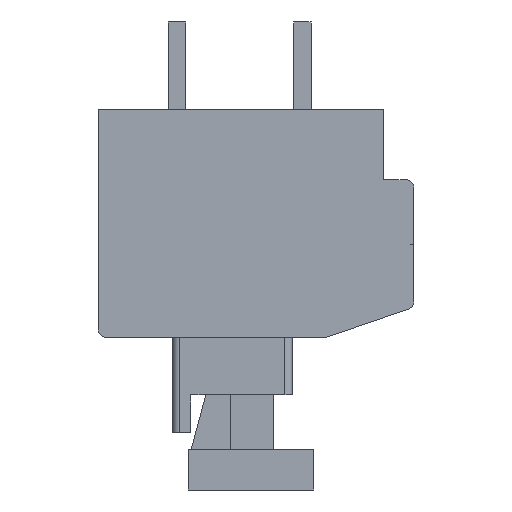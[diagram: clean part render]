
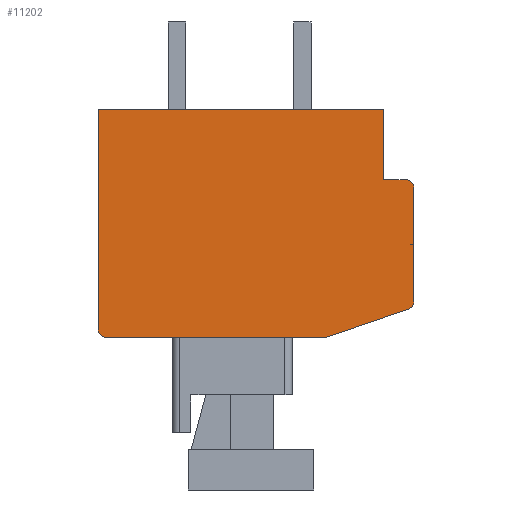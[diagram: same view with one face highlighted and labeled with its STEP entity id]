
A CAD part, front view. The second image highlights one B-rep face of the part: STEP entity #11202.
In plain terms, the highlighted planar face has unit normal (0, -1, 0).
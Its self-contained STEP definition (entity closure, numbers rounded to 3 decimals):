
#1=CARTESIAN_POINT('',(6.,-79.08,-3.136));
#2=DIRECTION('',(0.,-1.,0.));
#3=DIRECTION('',(0.324,0.,-0.946));
#4=AXIS2_PLACEMENT_3D('',#1,#2,#3);
#6=DIRECTION('',(-0.946,0.,-0.324));
#7=VECTOR('',#6,3.486);
#8=CARTESIAN_POINT('',(6.097,-79.08,-3.419));
#9=LINE('',#8,#7);
#10=DIRECTION('',(-1.,0.,0.));
#11=VECTOR('',#10,8.8);
#12=CARTESIAN_POINT('',(2.8,-79.08,-4.55));
#13=LINE('',#12,#11);
#14=CARTESIAN_POINT('',(-6.,-79.08,-4.25));
#15=DIRECTION('',(0.,-1.,0.));
#16=DIRECTION('',(-1.,0.,0.));
#17=AXIS2_PLACEMENT_3D('',#14,#15,#16);
#19=DIRECTION('',(0.,0.,1.));
#20=VECTOR('',#19,8.8);
#21=CARTESIAN_POINT('',(-6.3,-79.08,-4.25));
#22=LINE('',#21,#20);
#23=DIRECTION('',(1.,0.,0.));
#24=VECTOR('',#23,11.4);
#25=CARTESIAN_POINT('',(-6.3,-79.08,4.55));
#26=LINE('',#25,#24);
#27=DIRECTION('',(0.,0.,-1.));
#28=VECTOR('',#27,2.8);
#29=CARTESIAN_POINT('',(5.1,-79.08,4.55));
#30=LINE('',#29,#28);
#31=DIRECTION('',(1.,0.,0.));
#32=VECTOR('',#31,0.9);
#33=CARTESIAN_POINT('',(5.1,-79.08,1.75));
#34=LINE('',#33,#32);
#35=CARTESIAN_POINT('',(6.,-79.08,1.45));
#36=DIRECTION('',(0.,-1.,0.));
#37=DIRECTION('',(1.,0.,0.));
#38=AXIS2_PLACEMENT_3D('',#35,#36,#37);
#40=DIRECTION('',(0.,0.,-1.));
#41=VECTOR('',#40,4.586);
#42=CARTESIAN_POINT('',(6.3,-79.08,1.45));
#43=LINE('',#42,#41);
#8543=CARTESIAN_POINT('',(-6.3,-79.08,4.55));
#8544=CARTESIAN_POINT('',(5.1,-79.08,4.55));
#8545=VERTEX_POINT('',#8543);
#8546=VERTEX_POINT('',#8544);
#8547=CARTESIAN_POINT('',(5.1,-79.08,1.75));
#8548=VERTEX_POINT('',#8547);
#8549=CARTESIAN_POINT('',(6.097,-79.08,-3.419));
#8550=CARTESIAN_POINT('',(6.3,-79.08,-3.136));
#8551=VERTEX_POINT('',#8549);
#8552=VERTEX_POINT('',#8550);
#8553=CARTESIAN_POINT('',(6.3,-79.08,1.45));
#8554=CARTESIAN_POINT('',(6.,-79.08,1.75));
#8555=VERTEX_POINT('',#8553);
#8556=VERTEX_POINT('',#8554);
#8557=CARTESIAN_POINT('',(-6.3,-79.08,-4.25));
#8558=CARTESIAN_POINT('',(-6.,-79.08,-4.55));
#8559=VERTEX_POINT('',#8557);
#8560=VERTEX_POINT('',#8558);
#8561=CARTESIAN_POINT('',(2.8,-79.08,-4.55));
#8562=VERTEX_POINT('',#8561);
#11175=CARTESIAN_POINT('',(0.,-79.08,0.));
#11176=DIRECTION('',(0.,1.,0.));
#11177=DIRECTION('',(1.,0.,0.));
#11178=AXIS2_PLACEMENT_3D('',#11175,#11176,#11177);
#11179=PLANE('',#11178);
#11181=ORIENTED_EDGE('',*,*,#11180,.F.);
#11183=ORIENTED_EDGE('',*,*,#11182,.T.);
#11185=ORIENTED_EDGE('',*,*,#11184,.T.);
#11187=ORIENTED_EDGE('',*,*,#11186,.F.);
#11189=ORIENTED_EDGE('',*,*,#11188,.T.);
#11191=ORIENTED_EDGE('',*,*,#11190,.T.);
#11193=ORIENTED_EDGE('',*,*,#11192,.T.);
#11195=ORIENTED_EDGE('',*,*,#11194,.T.);
#11197=ORIENTED_EDGE('',*,*,#11196,.F.);
#11199=ORIENTED_EDGE('',*,*,#11198,.T.);
#11200=EDGE_LOOP('',(#11181,#11183,#11185,#11187,#11189,#11191,#11193,#11195,
#11197,#11199));
#11201=FACE_OUTER_BOUND('',#11200,.F.);
#11202=ADVANCED_FACE('',(#11201),#11179,.F.);
#5=CIRCLE('',#4,0.3);
#18=CIRCLE('',#17,0.3);
#39=CIRCLE('',#38,0.3);
#11180=EDGE_CURVE('',#8551,#8552,#5,.T.);
#11182=EDGE_CURVE('',#8551,#8562,#9,.T.);
#11184=EDGE_CURVE('',#8562,#8560,#13,.T.);
#11186=EDGE_CURVE('',#8559,#8560,#18,.T.);
#11188=EDGE_CURVE('',#8559,#8545,#22,.T.);
#11190=EDGE_CURVE('',#8545,#8546,#26,.T.);
#11192=EDGE_CURVE('',#8546,#8548,#30,.T.);
#11194=EDGE_CURVE('',#8548,#8556,#34,.T.);
#11196=EDGE_CURVE('',#8555,#8556,#39,.T.);
#11198=EDGE_CURVE('',#8555,#8552,#43,.T.);
